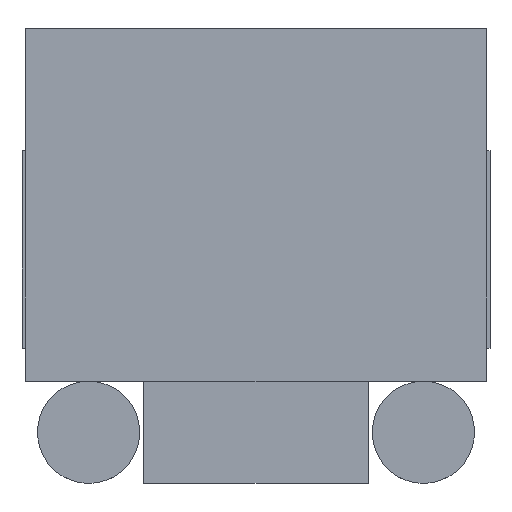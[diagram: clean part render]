
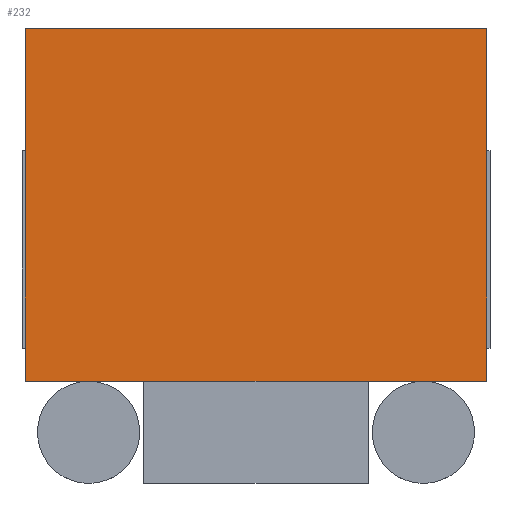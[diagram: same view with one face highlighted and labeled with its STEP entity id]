
A CAD part, top view. The second image highlights one B-rep face of the part: STEP entity #232.
In plain terms, the highlighted planar face has unit normal (0, 0, 1).
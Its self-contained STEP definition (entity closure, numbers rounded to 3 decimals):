
#43 = VERTEX_POINT('',#44);
#44 = CARTESIAN_POINT('',(-3.5,-2.,1.5));
#51 = PLANE('',#52);
#52 = AXIS2_PLACEMENT_3D('',#53,#54,#55);
#53 = CARTESIAN_POINT('',(-3.5,-2.,0.02));
#54 = DIRECTION('',(1.,0.,0.));
#55 = DIRECTION('',(0.,0.,1.));
#63 = PLANE('',#64);
#64 = AXIS2_PLACEMENT_3D('',#65,#66,#67);
#65 = CARTESIAN_POINT('',(-3.5,-2.,0.02));
#66 = DIRECTION('',(0.,1.,0.));
#67 = DIRECTION('',(0.,0.,1.));
#104 = VERTEX_POINT('',#105);
#105 = CARTESIAN_POINT('',(-3.5,3.35,1.5));
#119 = PLANE('',#120);
#120 = AXIS2_PLACEMENT_3D('',#121,#122,#123);
#121 = CARTESIAN_POINT('',(-3.5,3.35,0.02));
#122 = DIRECTION('',(0.,1.,0.));
#123 = DIRECTION('',(0.,0.,1.));
#131 = EDGE_CURVE('',#43,#104,#132,.T.);
#132 = SURFACE_CURVE('',#133,(#137,#144),.PCURVE_S1.);
#133 = LINE('',#134,#135);
#134 = CARTESIAN_POINT('',(-3.5,-2.,1.5));
#135 = VECTOR('',#136,1.);
#136 = DIRECTION('',(0.,1.,0.));
#137 = PCURVE('',#51,#138);
#138 = DEFINITIONAL_REPRESENTATION('',(#139),#143);
#139 = LINE('',#140,#141);
#140 = CARTESIAN_POINT('',(1.48,0.));
#141 = VECTOR('',#142,1.);
#142 = DIRECTION('',(0.,-1.));
#143 = ( GEOMETRIC_REPRESENTATION_CONTEXT(2) 
PARAMETRIC_REPRESENTATION_CONTEXT() REPRESENTATION_CONTEXT('2D SPACE',''
  ) );
#144 = PCURVE('',#145,#150);
#145 = PLANE('',#146);
#146 = AXIS2_PLACEMENT_3D('',#147,#148,#149);
#147 = CARTESIAN_POINT('',(-3.5,-2.,1.5));
#148 = DIRECTION('',(0.,0.,1.));
#149 = DIRECTION('',(1.,0.,0.));
#150 = DEFINITIONAL_REPRESENTATION('',(#151),#155);
#151 = LINE('',#152,#153);
#152 = CARTESIAN_POINT('',(0.,0.));
#153 = VECTOR('',#154,1.);
#154 = DIRECTION('',(0.,1.));
#155 = ( GEOMETRIC_REPRESENTATION_CONTEXT(2) 
PARAMETRIC_REPRESENTATION_CONTEXT() REPRESENTATION_CONTEXT('2D SPACE',''
  ) );
#184 = EDGE_CURVE('',#43,#185,#187,.T.);
#185 = VERTEX_POINT('',#186);
#186 = CARTESIAN_POINT('',(-1.7,-2.,1.5));
#187 = SURFACE_CURVE('',#188,(#192,#199),.PCURVE_S1.);
#188 = LINE('',#189,#190);
#189 = CARTESIAN_POINT('',(-3.5,-2.,1.5));
#190 = VECTOR('',#191,1.);
#191 = DIRECTION('',(1.,0.,0.));
#192 = PCURVE('',#63,#193);
#193 = DEFINITIONAL_REPRESENTATION('',(#194),#198);
#194 = LINE('',#195,#196);
#195 = CARTESIAN_POINT('',(1.48,0.));
#196 = VECTOR('',#197,1.);
#197 = DIRECTION('',(0.,1.));
#198 = ( GEOMETRIC_REPRESENTATION_CONTEXT(2) 
PARAMETRIC_REPRESENTATION_CONTEXT() REPRESENTATION_CONTEXT('2D SPACE',''
  ) );
#199 = PCURVE('',#145,#200);
#200 = DEFINITIONAL_REPRESENTATION('',(#201),#205);
#201 = LINE('',#202,#203);
#202 = CARTESIAN_POINT('',(0.,0.));
#203 = VECTOR('',#204,1.);
#204 = DIRECTION('',(1.,0.));
#205 = ( GEOMETRIC_REPRESENTATION_CONTEXT(2) 
PARAMETRIC_REPRESENTATION_CONTEXT() REPRESENTATION_CONTEXT('2D SPACE',''
  ) );
#232 = ADVANCED_FACE('',(#233),#145,.T.);
#233 = FACE_BOUND('',#234,.T.);
#234 = EDGE_LOOP('',(#235,#236,#237,#265,#293,#321));
#235 = ORIENTED_EDGE('',*,*,#131,.F.);
#236 = ORIENTED_EDGE('',*,*,#184,.T.);
#237 = ORIENTED_EDGE('',*,*,#238,.T.);
#238 = EDGE_CURVE('',#185,#239,#241,.T.);
#239 = VERTEX_POINT('',#240);
#240 = CARTESIAN_POINT('',(1.7,-2.,1.5));
#241 = SURFACE_CURVE('',#242,(#246,#253),.PCURVE_S1.);
#242 = LINE('',#243,#244);
#243 = CARTESIAN_POINT('',(-1.7,-2.,1.5));
#244 = VECTOR('',#245,1.);
#245 = DIRECTION('',(1.,0.,0.));
#246 = PCURVE('',#145,#247);
#247 = DEFINITIONAL_REPRESENTATION('',(#248),#252);
#248 = LINE('',#249,#250);
#249 = CARTESIAN_POINT('',(1.8,0.));
#250 = VECTOR('',#251,1.);
#251 = DIRECTION('',(1.,0.));
#252 = ( GEOMETRIC_REPRESENTATION_CONTEXT(2) 
PARAMETRIC_REPRESENTATION_CONTEXT() REPRESENTATION_CONTEXT('2D SPACE',''
  ) );
#253 = PCURVE('',#254,#259);
#254 = PLANE('',#255);
#255 = AXIS2_PLACEMENT_3D('',#256,#257,#258);
#256 = CARTESIAN_POINT('',(-1.7,-3.55,1.5));
#257 = DIRECTION('',(0.,0.,1.));
#258 = DIRECTION('',(1.,0.,0.));
#259 = DEFINITIONAL_REPRESENTATION('',(#260),#264);
#260 = LINE('',#261,#262);
#261 = CARTESIAN_POINT('',(0.,1.55));
#262 = VECTOR('',#263,1.);
#263 = DIRECTION('',(1.,0.));
#264 = ( GEOMETRIC_REPRESENTATION_CONTEXT(2) 
PARAMETRIC_REPRESENTATION_CONTEXT() REPRESENTATION_CONTEXT('2D SPACE',''
  ) );
#265 = ORIENTED_EDGE('',*,*,#266,.T.);
#266 = EDGE_CURVE('',#239,#267,#269,.T.);
#267 = VERTEX_POINT('',#268);
#268 = CARTESIAN_POINT('',(3.5,-2.,1.5));
#269 = SURFACE_CURVE('',#270,(#274,#281),.PCURVE_S1.);
#270 = LINE('',#271,#272);
#271 = CARTESIAN_POINT('',(-3.5,-2.,1.5));
#272 = VECTOR('',#273,1.);
#273 = DIRECTION('',(1.,0.,0.));
#274 = PCURVE('',#145,#275);
#275 = DEFINITIONAL_REPRESENTATION('',(#276),#280);
#276 = LINE('',#277,#278);
#277 = CARTESIAN_POINT('',(0.,0.));
#278 = VECTOR('',#279,1.);
#279 = DIRECTION('',(1.,0.));
#280 = ( GEOMETRIC_REPRESENTATION_CONTEXT(2) 
PARAMETRIC_REPRESENTATION_CONTEXT() REPRESENTATION_CONTEXT('2D SPACE',''
  ) );
#281 = PCURVE('',#282,#287);
#282 = PLANE('',#283);
#283 = AXIS2_PLACEMENT_3D('',#284,#285,#286);
#284 = CARTESIAN_POINT('',(-3.5,-2.,0.02));
#285 = DIRECTION('',(0.,1.,0.));
#286 = DIRECTION('',(0.,0.,1.));
#287 = DEFINITIONAL_REPRESENTATION('',(#288),#292);
#288 = LINE('',#289,#290);
#289 = CARTESIAN_POINT('',(1.48,0.));
#290 = VECTOR('',#291,1.);
#291 = DIRECTION('',(0.,1.));
#292 = ( GEOMETRIC_REPRESENTATION_CONTEXT(2) 
PARAMETRIC_REPRESENTATION_CONTEXT() REPRESENTATION_CONTEXT('2D SPACE',''
  ) );
#293 = ORIENTED_EDGE('',*,*,#294,.T.);
#294 = EDGE_CURVE('',#267,#295,#297,.T.);
#295 = VERTEX_POINT('',#296);
#296 = CARTESIAN_POINT('',(3.5,3.35,1.5));
#297 = SURFACE_CURVE('',#298,(#302,#309),.PCURVE_S1.);
#298 = LINE('',#299,#300);
#299 = CARTESIAN_POINT('',(3.5,-2.,1.5));
#300 = VECTOR('',#301,1.);
#301 = DIRECTION('',(0.,1.,0.));
#302 = PCURVE('',#145,#303);
#303 = DEFINITIONAL_REPRESENTATION('',(#304),#308);
#304 = LINE('',#305,#306);
#305 = CARTESIAN_POINT('',(7.,0.));
#306 = VECTOR('',#307,1.);
#307 = DIRECTION('',(0.,1.));
#308 = ( GEOMETRIC_REPRESENTATION_CONTEXT(2) 
PARAMETRIC_REPRESENTATION_CONTEXT() REPRESENTATION_CONTEXT('2D SPACE',''
  ) );
#309 = PCURVE('',#310,#315);
#310 = PLANE('',#311);
#311 = AXIS2_PLACEMENT_3D('',#312,#313,#314);
#312 = CARTESIAN_POINT('',(3.5,-2.,0.02));
#313 = DIRECTION('',(1.,0.,0.));
#314 = DIRECTION('',(0.,0.,1.));
#315 = DEFINITIONAL_REPRESENTATION('',(#316),#320);
#316 = LINE('',#317,#318);
#317 = CARTESIAN_POINT('',(1.48,0.));
#318 = VECTOR('',#319,1.);
#319 = DIRECTION('',(0.,-1.));
#320 = ( GEOMETRIC_REPRESENTATION_CONTEXT(2) 
PARAMETRIC_REPRESENTATION_CONTEXT() REPRESENTATION_CONTEXT('2D SPACE',''
  ) );
#321 = ORIENTED_EDGE('',*,*,#322,.F.);
#322 = EDGE_CURVE('',#104,#295,#323,.T.);
#323 = SURFACE_CURVE('',#324,(#328,#335),.PCURVE_S1.);
#324 = LINE('',#325,#326);
#325 = CARTESIAN_POINT('',(-3.5,3.35,1.5));
#326 = VECTOR('',#327,1.);
#327 = DIRECTION('',(1.,0.,0.));
#328 = PCURVE('',#145,#329);
#329 = DEFINITIONAL_REPRESENTATION('',(#330),#334);
#330 = LINE('',#331,#332);
#331 = CARTESIAN_POINT('',(0.,5.35));
#332 = VECTOR('',#333,1.);
#333 = DIRECTION('',(1.,0.));
#334 = ( GEOMETRIC_REPRESENTATION_CONTEXT(2) 
PARAMETRIC_REPRESENTATION_CONTEXT() REPRESENTATION_CONTEXT('2D SPACE',''
  ) );
#335 = PCURVE('',#119,#336);
#336 = DEFINITIONAL_REPRESENTATION('',(#337),#341);
#337 = LINE('',#338,#339);
#338 = CARTESIAN_POINT('',(1.48,0.));
#339 = VECTOR('',#340,1.);
#340 = DIRECTION('',(0.,1.));
#341 = ( GEOMETRIC_REPRESENTATION_CONTEXT(2) 
PARAMETRIC_REPRESENTATION_CONTEXT() REPRESENTATION_CONTEXT('2D SPACE',''
  ) );
